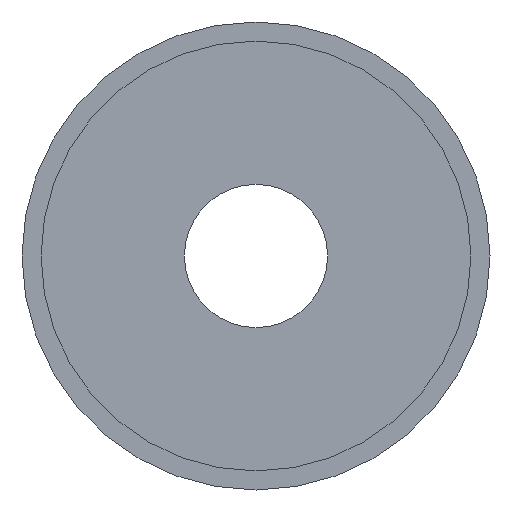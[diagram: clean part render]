
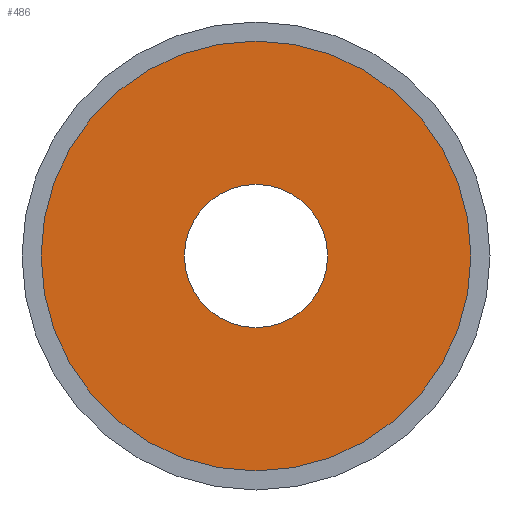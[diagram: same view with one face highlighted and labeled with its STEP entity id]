
A CAD part, front view. The second image highlights one B-rep face of the part: STEP entity #486.
In plain terms, the highlighted planar face has unit normal (0, -1, 0).
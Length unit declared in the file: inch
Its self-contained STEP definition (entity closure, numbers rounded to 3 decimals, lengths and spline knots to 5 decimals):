
#8 = DIRECTION ( 'NONE',  ( 0., 0., 1. ) ) ;
#9 = DIRECTION ( 'NONE',  ( 0., 1., 0. ) ) ;
#10 = CARTESIAN_POINT ( 'NONE',  ( 0., 0., 0. ) ) ;
#70 = DIRECTION ( 'NONE',  ( 0., 0., -1. ) ) ;
#71 = DIRECTION ( 'NONE',  ( 0., -1., 0. ) ) ;
#73 = PLANE ( 'NONE',  #214 ) ;
#77 = CARTESIAN_POINT ( 'NONE',  ( 0.5625, 0., 0. ) ) ;
#93 = DIRECTION ( 'NONE',  ( 0., 1., 0. ) ) ;
#94 = DIRECTION ( 'NONE',  ( 0., 1., 0. ) ) ;
#96 = DIRECTION ( 'NONE',  ( 0., 0., 1. ) ) ;
#101 = DIRECTION ( 'NONE',  ( 0., 0., 1. ) ) ;
#105 = CARTESIAN_POINT ( 'NONE',  ( 0., 0., 0. ) ) ;
#110 = CARTESIAN_POINT ( 'NONE',  ( 0., 0., 0.5625 ) ) ;
#117 = CARTESIAN_POINT ( 'NONE',  ( 0., 0., 0. ) ) ;
#123 = CARTESIAN_POINT ( 'NONE',  ( 0., 0., -0.1875 ) ) ;
#129 = CARTESIAN_POINT ( 'NONE',  ( 0., 0., -0.5625 ) ) ;
#130 = CARTESIAN_POINT ( 'NONE',  ( 0., 0., 0.1875 ) ) ;
#175 = DIRECTION ( 'NONE',  ( 0., 0., 1. ) ) ;
#176 = DIRECTION ( 'NONE',  ( 0., 1., 0. ) ) ;
#177 = CARTESIAN_POINT ( 'NONE',  ( 0., 0., 0. ) ) ;
#214 = AXIS2_PLACEMENT_3D ( 'NONE', #77, #71, #70 ) ;
#226 = EDGE_CURVE ( 'NONE', #333, #403, #280, .T. ) ;
#230 = EDGE_CURVE ( 'NONE', #338, #460, #282, .T. ) ;
#234 = AXIS2_PLACEMENT_3D ( 'NONE', #177, #176, #175 ) ;
#236 = AXIS2_PLACEMENT_3D ( 'NONE', #10, #9, #8 ) ;
#242 = AXIS2_PLACEMENT_3D ( 'NONE', #117, #94, #96 ) ;
#243 = AXIS2_PLACEMENT_3D ( 'NONE', #105, #93, #101 ) ;
#254 = EDGE_CURVE ( 'NONE', #460, #338, #303, .T. ) ;
#258 = EDGE_CURVE ( 'NONE', #403, #333, #300, .T. ) ;
#280 = CIRCLE ( 'NONE', #243, 0.1875 ) ;
#282 = CIRCLE ( 'NONE', #242, 0.5625 ) ;
#290 = ORIENTED_EDGE ( 'NONE', *, *, #226, .T. ) ;
#300 = CIRCLE ( 'NONE', #234, 0.1875 ) ;
#303 = CIRCLE ( 'NONE', #236, 0.5625 ) ;
#312 = ORIENTED_EDGE ( 'NONE', *, *, #230, .F. ) ;
#332 = EDGE_LOOP ( 'NONE', ( #290, #413 ) ) ;
#333 = VERTEX_POINT ( 'NONE', #130 ) ;
#338 = VERTEX_POINT ( 'NONE', #129 ) ;
#347 = EDGE_LOOP ( 'NONE', ( #385, #312 ) ) ;
#364 = FACE_BOUND ( 'NONE', #332, .T. ) ;
#365 = FACE_OUTER_BOUND ( 'NONE', #347, .T. ) ;
#385 = ORIENTED_EDGE ( 'NONE', *, *, #254, .F. ) ;
#403 = VERTEX_POINT ( 'NONE', #123 ) ;
#413 = ORIENTED_EDGE ( 'NONE', *, *, #258, .T. ) ;
#460 = VERTEX_POINT ( 'NONE', #110 ) ;
#486 = ADVANCED_FACE ( 'NONE', ( #364, #365 ), #73, .T. ) ;
